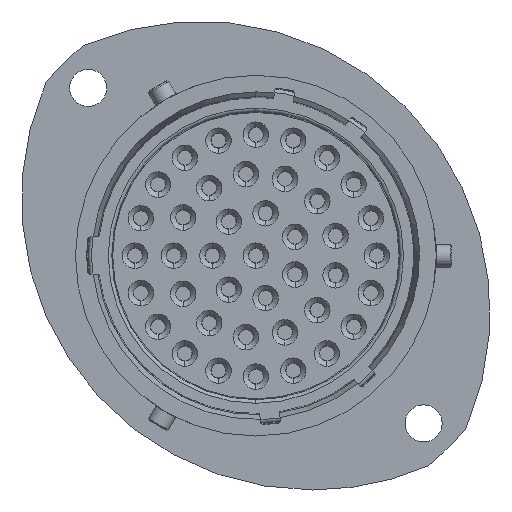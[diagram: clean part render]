
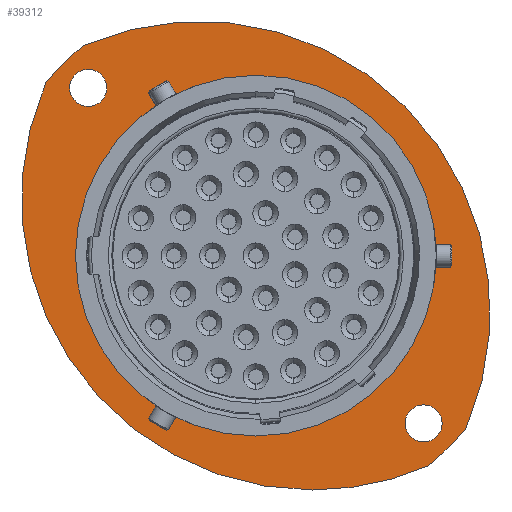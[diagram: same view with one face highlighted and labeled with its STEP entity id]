
A CAD part, left-side view. The second image highlights one B-rep face of the part: STEP entity #39312.
In plain terms, the highlighted planar face has unit normal (-1, 0, 0).
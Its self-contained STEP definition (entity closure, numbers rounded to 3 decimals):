
#107 = ORIENTED_EDGE ( 'NONE', *, *, #34500, .F. ) ;
#2672 = FACE_OUTER_BOUND ( 'NONE', #26670, .T. ) ;
#4268 = DIRECTION ( 'NONE',  ( 0., 0., -1. ) ) ;
#4468 = DIRECTION ( 'NONE',  ( -1., 0., 0. ) ) ;
#5292 = AXIS2_PLACEMENT_3D ( 'NONE', #79252, #18093, #58641 ) ;
#5634 = CIRCLE ( 'NONE', #6677, 25.5 ) ;
#6352 = DIRECTION ( 'NONE',  ( 0., 0., -1. ) ) ;
#6520 = CARTESIAN_POINT ( 'NONE',  ( 4.955, 7.911, 0.042 ) ) ;
#6677 = AXIS2_PLACEMENT_3D ( 'NONE', #67856, #60412, #6352 ) ;
#10556 = ORIENTED_EDGE ( 'NONE', *, *, #68865, .T. ) ;
#11940 = AXIS2_PLACEMENT_3D ( 'NONE', #24901, #80401, #26627 ) ;
#17239 = VERTEX_POINT ( 'NONE', #22975 ) ;
#17938 = EDGE_CURVE ( 'NONE', #48068, #79403, #44334, .T. ) ;
#18093 = DIRECTION ( 'NONE',  ( -1., 0., 0. ) ) ;
#18273 = CARTESIAN_POINT ( 'NONE',  ( 4.955, 26.333, 15.189 ) ) ;
#20225 = CARTESIAN_POINT ( 'NONE',  ( 4.955, 7.911, -15.778 ) ) ;
#20548 = AXIS2_PLACEMENT_3D ( 'NONE', #86438, #59056, #46629 ) ;
#20813 = FACE_BOUND ( 'NONE', #57176, .T. ) ;
#20831 = DIRECTION ( 'NONE',  ( -1., 0., 0. ) ) ;
#22975 = CARTESIAN_POINT ( 'NONE',  ( 4.955, 22.618, 13.125 ) ) ;
#22992 = VERTEX_POINT ( 'NONE', #66800 ) ;
#23832 = CARTESIAN_POINT ( 'NONE',  ( 4.955, -6.797, -16.29 ) ) ;
#24901 = CARTESIAN_POINT ( 'NONE',  ( 4.955, 7.911, 0.042 ) ) ;
#26627 = DIRECTION ( 'NONE',  ( 0., 0., 1. ) ) ;
#26670 = EDGE_LOOP ( 'NONE', ( #10556, #33834, #59262, #50918, #42830 ) ) ;
#31740 = CIRCLE ( 'NONE', #11940, 15.82 ) ;
#33834 = ORIENTED_EDGE ( 'NONE', *, *, #58699, .T. ) ;
#34132 = EDGE_CURVE ( 'NONE', #34332, #70357, #35640, .T. ) ;
#34136 = CARTESIAN_POINT ( 'NONE',  ( 4.955, 7.911, 15.862 ) ) ;
#34332 = VERTEX_POINT ( 'NONE', #44937 ) ;
#34500 = EDGE_CURVE ( 'NONE', #51354, #46734, #39591, .T. ) ;
#35195 = CIRCLE ( 'NONE', #70473, 25.5 ) ;
#35640 = CIRCLE ( 'NONE', #83611, 23.85 ) ;
#36057 = CARTESIAN_POINT ( 'NONE',  ( 4.955, -6.797, -13.04 ) ) ;
#37812 = DIRECTION ( 'NONE',  ( 0., 0., -1. ) ) ;
#38004 = DIRECTION ( 'NONE',  ( -1., 0., 0. ) ) ;
#38349 = ORIENTED_EDGE ( 'NONE', *, *, #47418, .F. ) ;
#38597 = DIRECTION ( 'NONE',  ( 0., 0., -1. ) ) ;
#39312 = ADVANCED_FACE ( 'NONE', ( #20813, #82389, #65381, #2672 ), #39460, .F. ) ;
#39460 = PLANE ( 'NONE',  #20548 ) ;
#39591 = CIRCLE ( 'NONE', #73340, 1.625 ) ;
#40097 = CARTESIAN_POINT ( 'NONE',  ( 4.955, -6.797, -14.665 ) ) ;
#40334 = DIRECTION ( 'NONE',  ( -1., 0., 0. ) ) ;
#40725 = ORIENTED_EDGE ( 'NONE', *, *, #42899, .F. ) ;
#40861 = DIRECTION ( 'NONE',  ( 0., 0., 1. ) ) ;
#41510 = DIRECTION ( 'NONE',  ( 0., 0., 1. ) ) ;
#41560 = CARTESIAN_POINT ( 'NONE',  ( 4.955, 23.057, 18.465 ) ) ;
#41749 = CARTESIAN_POINT ( 'NONE',  ( 4.955, 7.911, 0.042 ) ) ;
#42249 = EDGE_CURVE ( 'NONE', #70357, #47518, #35195, .T. ) ;
#42830 = ORIENTED_EDGE ( 'NONE', *, *, #56337, .T. ) ;
#42899 = EDGE_CURVE ( 'NONE', #79403, #48068, #31740, .T. ) ;
#44334 = CIRCLE ( 'NONE', #5292, 15.82 ) ;
#44808 = EDGE_LOOP ( 'NONE', ( #38349, #107 ) ) ;
#44937 = CARTESIAN_POINT ( 'NONE',  ( 4.955, -7.236, -18.38 ) ) ;
#46285 = VERTEX_POINT ( 'NONE', #18273 ) ;
#46629 = DIRECTION ( 'NONE',  ( 0., 0., -1. ) ) ;
#46734 = VERTEX_POINT ( 'NONE', #23832 ) ;
#47418 = EDGE_CURVE ( 'NONE', #46734, #51354, #76804, .T. ) ;
#47518 = VERTEX_POINT ( 'NONE', #41560 ) ;
#48068 = VERTEX_POINT ( 'NONE', #20225 ) ;
#48923 = EDGE_CURVE ( 'NONE', #17239, #85103, #85319, .T. ) ;
#50918 = ORIENTED_EDGE ( 'NONE', *, *, #42249, .T. ) ;
#51331 = CARTESIAN_POINT ( 'NONE',  ( 4.955, 12.86, -4.907 ) ) ;
#51354 = VERTEX_POINT ( 'NONE', #36057 ) ;
#51724 = DIRECTION ( 'NONE',  ( -1., 0., 0. ) ) ;
#53065 = DIRECTION ( 'NONE',  ( 0., 0., -1. ) ) ;
#54098 = CIRCLE ( 'NONE', #57475, 23.85 ) ;
#56337 = EDGE_CURVE ( 'NONE', #47518, #46285, #54098, .T. ) ;
#57044 = CIRCLE ( 'NONE', #62610, 1.625 ) ;
#57176 = EDGE_LOOP ( 'NONE', ( #57955, #82805 ) ) ;
#57475 = AXIS2_PLACEMENT_3D ( 'NONE', #6520, #40334, #41510 ) ;
#57955 = ORIENTED_EDGE ( 'NONE', *, *, #48923, .F. ) ;
#58641 = DIRECTION ( 'NONE',  ( 0., 0., 1. ) ) ;
#58699 = EDGE_CURVE ( 'NONE', #22992, #34332, #76627, .T. ) ;
#59056 = DIRECTION ( 'NONE',  ( 1., 0., 0. ) ) ;
#59262 = ORIENTED_EDGE ( 'NONE', *, *, #34132, .T. ) ;
#60314 = DIRECTION ( 'NONE',  ( -1., 0., 0. ) ) ;
#60412 = DIRECTION ( 'NONE',  ( -1., 0., 0. ) ) ;
#62565 = CARTESIAN_POINT ( 'NONE',  ( 4.955, -10.512, -15.104 ) ) ;
#62610 = AXIS2_PLACEMENT_3D ( 'NONE', #63883, #4468, #38597 ) ;
#63883 = CARTESIAN_POINT ( 'NONE',  ( 4.955, 22.618, 14.75 ) ) ;
#64270 = CARTESIAN_POINT ( 'NONE',  ( 4.955, -6.797, -14.665 ) ) ;
#65381 = FACE_BOUND ( 'NONE', #66722, .T. ) ;
#65403 = CARTESIAN_POINT ( 'NONE',  ( 4.955, 22.618, 14.75 ) ) ;
#65620 = AXIS2_PLACEMENT_3D ( 'NONE', #79522, #86012, #65771 ) ;
#65771 = DIRECTION ( 'NONE',  ( 0., 0., -1. ) ) ;
#66722 = EDGE_LOOP ( 'NONE', ( #40725, #82038 ) ) ;
#66800 = CARTESIAN_POINT ( 'NONE',  ( 4.955, 2.961, -20.508 ) ) ;
#67481 = DIRECTION ( 'NONE',  ( 0., 0., -1. ) ) ;
#67653 = AXIS2_PLACEMENT_3D ( 'NONE', #40097, #60314, #67481 ) ;
#67856 = CARTESIAN_POINT ( 'NONE',  ( 4.955, 2.961, 4.992 ) ) ;
#68865 = EDGE_CURVE ( 'NONE', #46285, #22992, #5634, .T. ) ;
#70357 = VERTEX_POINT ( 'NONE', #62565 ) ;
#70473 = AXIS2_PLACEMENT_3D ( 'NONE', #51331, #38004, #53065 ) ;
#73340 = AXIS2_PLACEMENT_3D ( 'NONE', #64270, #85092, #4268 ) ;
#76627 = CIRCLE ( 'NONE', #65620, 25.5 ) ;
#76804 = CIRCLE ( 'NONE', #67653, 1.625 ) ;
#77626 = AXIS2_PLACEMENT_3D ( 'NONE', #65403, #51724, #37812 ) ;
#79252 = CARTESIAN_POINT ( 'NONE',  ( 4.955, 7.911, 0.042 ) ) ;
#79403 = VERTEX_POINT ( 'NONE', #34136 ) ;
#79522 = CARTESIAN_POINT ( 'NONE',  ( 4.955, 2.961, 4.992 ) ) ;
#79869 = CARTESIAN_POINT ( 'NONE',  ( 4.955, 22.618, 16.375 ) ) ;
#80401 = DIRECTION ( 'NONE',  ( -1., 0., 0. ) ) ;
#82038 = ORIENTED_EDGE ( 'NONE', *, *, #17938, .F. ) ;
#82389 = FACE_BOUND ( 'NONE', #44808, .T. ) ;
#82805 = ORIENTED_EDGE ( 'NONE', *, *, #87330, .F. ) ;
#83611 = AXIS2_PLACEMENT_3D ( 'NONE', #41749, #20831, #40861 ) ;
#85092 = DIRECTION ( 'NONE',  ( -1., 0., 0. ) ) ;
#85103 = VERTEX_POINT ( 'NONE', #79869 ) ;
#85319 = CIRCLE ( 'NONE', #77626, 1.625 ) ;
#86012 = DIRECTION ( 'NONE',  ( -1., 0., 0. ) ) ;
#86438 = CARTESIAN_POINT ( 'NONE',  ( 4.955, 23.731, 0.042 ) ) ;
#87330 = EDGE_CURVE ( 'NONE', #85103, #17239, #57044, .T. ) ;
